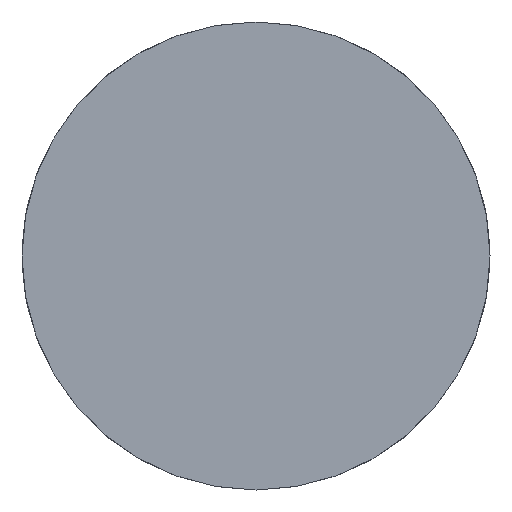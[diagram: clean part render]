
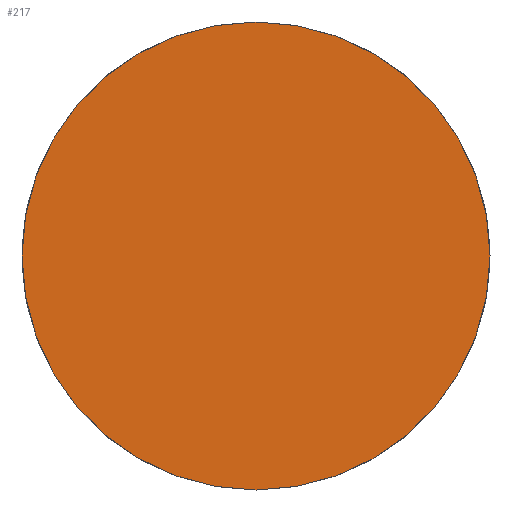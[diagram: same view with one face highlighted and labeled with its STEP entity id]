
A CAD part, front view. The second image highlights one B-rep face of the part: STEP entity #217.
In plain terms, the highlighted planar face has unit normal (0, -1, 0).
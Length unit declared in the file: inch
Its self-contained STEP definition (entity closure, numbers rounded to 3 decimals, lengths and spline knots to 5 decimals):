
#38 = EDGE_LOOP ( 'NONE', ( #89, #88 ) ) ;
#52 = FACE_OUTER_BOUND ( 'NONE', #38, .T. ) ;
#56 = AXIS2_PLACEMENT_3D ( 'NONE', #322, #329, #330 ) ;
#70 = AXIS2_PLACEMENT_3D ( 'NONE', #379, #383, #384 ) ;
#80 = AXIS2_PLACEMENT_3D ( 'NONE', #342, #343, #344 ) ;
#88 = ORIENTED_EDGE ( 'NONE', *, *, #216, .F. ) ;
#89 = ORIENTED_EDGE ( 'NONE', *, *, #223, .F. ) ;
#195 = CIRCLE ( 'NONE', #70, 0.375 ) ;
#196 = CIRCLE ( 'NONE', #56, 0.375 ) ;
#216 = EDGE_CURVE ( 'NONE', #237, #233, #196, .T. ) ;
#217 = ADVANCED_FACE ( 'NONE', ( #52 ), #331, .F. ) ;
#223 = EDGE_CURVE ( 'NONE', #233, #237, #195, .T. ) ;
#233 = VERTEX_POINT ( 'NONE', #419 ) ;
#237 = VERTEX_POINT ( 'NONE', #423 ) ;
#322 = CARTESIAN_POINT ( 'NONE',  ( 0., 0., 0. ) ) ;
#329 = DIRECTION ( 'NONE',  ( 0., 1., 0. ) ) ;
#330 = DIRECTION ( 'NONE',  ( 0., 0., 1. ) ) ;
#331 = PLANE ( 'NONE',  #80 ) ;
#342 = CARTESIAN_POINT ( 'NONE',  ( 0., 0., 0. ) ) ;
#343 = DIRECTION ( 'NONE',  ( 0., 1., 0. ) ) ;
#344 = DIRECTION ( 'NONE',  ( 0., 0., 1. ) ) ;
#379 = CARTESIAN_POINT ( 'NONE',  ( 0., 0., 0. ) ) ;
#383 = DIRECTION ( 'NONE',  ( 0., 1., 0. ) ) ;
#384 = DIRECTION ( 'NONE',  ( 0., 0., 1. ) ) ;
#419 = CARTESIAN_POINT ( 'NONE',  ( 0., 0., -0.375 ) ) ;
#423 = CARTESIAN_POINT ( 'NONE',  ( 0., 0., 0.375 ) ) ;
